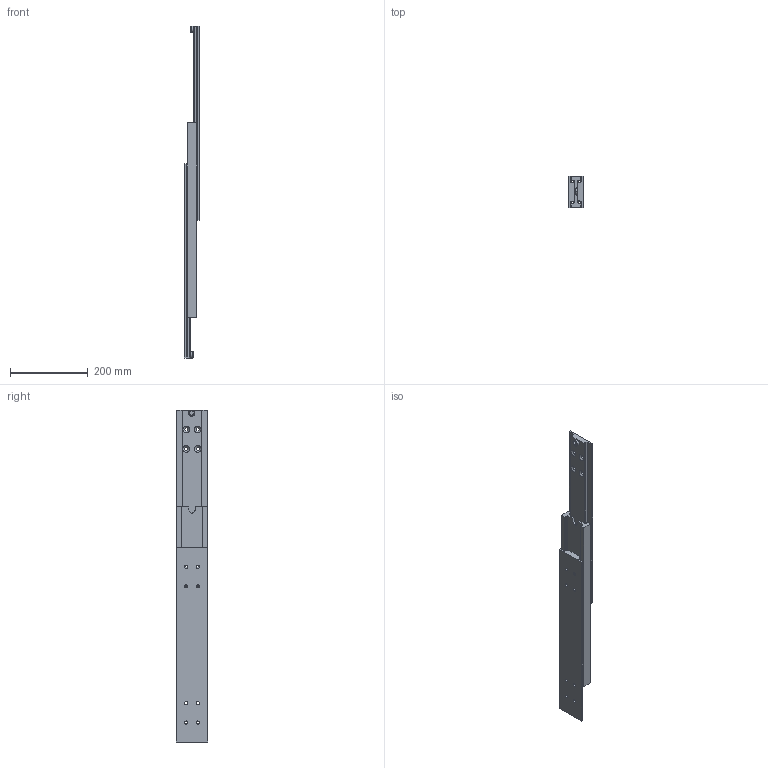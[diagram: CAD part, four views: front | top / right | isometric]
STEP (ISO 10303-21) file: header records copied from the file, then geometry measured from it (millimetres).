
FILE_DESCRIPTION (( 'STEP AP214' ), '1' );
FILE_NAME ('KDTS80-500.STEP', '2022-06-23T13:01:26', ( '' ), ( '' ), 'SwSTEP 2.0', 'SolidWorks 2020', '' );
FILE_SCHEMA (( 'AUTOMOTIVE_DESIGN' ));
Length unit declared in the file: millimetre
Products named in the file (4): KDTS80-500; masko_length500; zensko_length500; masko so frezing_length500
Assembly tree (3 placements, depth 2):
  KDTS80-500
    zensko_length500
    masko_length500
    masko so frezing_length500
Bounding box: 40 x 80 x 853.63 mm (x, y, z)
Volume: 1307141.1 mm3; surface area: 328012.4 mm2
Topology: 3 solids, 3 shells, 135 faces, 357 edges, 230 vertices
Faces by surface type: plane 60, cylinder 52, cone 16, torus 4, bspline 3
Entity records: 4430 total; most frequent: CARTESIAN_POINT 767, DIRECTION 755, ORIENTED_EDGE 714, EDGE_CURVE 357, AXIS2_PLACEMENT_3D 266, VERTEX_POINT 230, VECTOR 223, LINE 223
